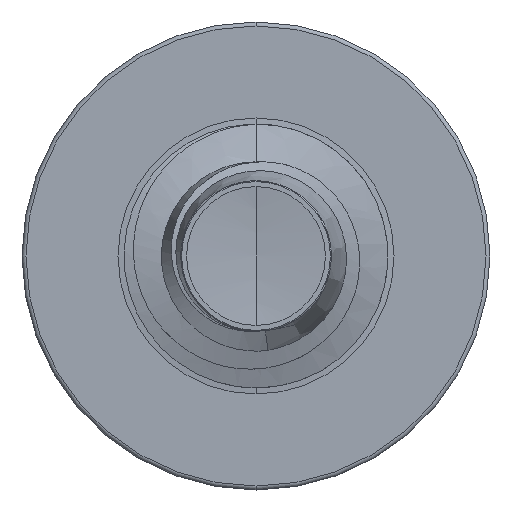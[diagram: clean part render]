
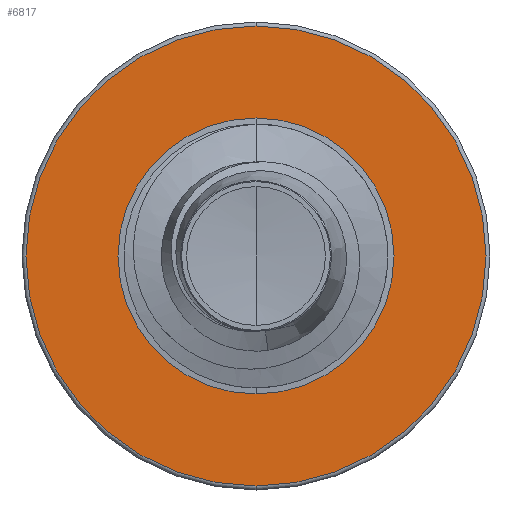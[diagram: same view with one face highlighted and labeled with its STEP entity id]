
A CAD part, front view. The second image highlights one B-rep face of the part: STEP entity #6817.
In plain terms, the highlighted planar face has unit normal (0, -1, 0).
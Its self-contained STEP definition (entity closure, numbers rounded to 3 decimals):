
#180 = ORIENTED_EDGE ( 'NONE', *, *, #3865, .T. ) ;
#599 = VERTEX_POINT ( 'NONE', #6294 ) ;
#764 = AXIS2_PLACEMENT_3D ( 'NONE', #1513, #1497, #1466 ) ;
#1102 = AXIS2_PLACEMENT_3D ( 'NONE', #2399, #2360, #2343 ) ;
#1106 = EDGE_CURVE ( 'NONE', #599, #7490, #7406, .T. ) ;
#1466 = DIRECTION ( 'NONE',  ( 0., 0., 1. ) ) ;
#1469 = DIRECTION ( 'NONE',  ( 0., 0., 1. ) ) ;
#1497 = DIRECTION ( 'NONE',  ( 0., 1., 0. ) ) ;
#1513 = CARTESIAN_POINT ( 'NONE',  ( 0., 2.25, 0. ) ) ;
#2140 = DIRECTION ( 'NONE',  ( 0., 0., 1. ) ) ;
#2180 = DIRECTION ( 'NONE',  ( 0., 1., 0. ) ) ;
#2184 = CARTESIAN_POINT ( 'NONE',  ( 0., 2.25, 0. ) ) ;
#2242 = DIRECTION ( 'NONE',  ( 0., 1., 0. ) ) ;
#2343 = DIRECTION ( 'NONE',  ( 0., 0., 1. ) ) ;
#2360 = DIRECTION ( 'NONE',  ( 0., 1., 0. ) ) ;
#2399 = CARTESIAN_POINT ( 'NONE',  ( 0., 2.25, 0. ) ) ;
#2605 = EDGE_LOOP ( 'NONE', ( #10630, #3704 ) ) ;
#2885 = CARTESIAN_POINT ( 'NONE',  ( 0., 2.25, 1.15 ) ) ;
#3005 = AXIS2_PLACEMENT_3D ( 'NONE', #5546, #4460, #4282 ) ;
#3455 = CARTESIAN_POINT ( 'NONE',  ( 0., 2.25, 0. ) ) ;
#3704 = ORIENTED_EDGE ( 'NONE', *, *, #1106, .F. ) ;
#3865 = EDGE_CURVE ( 'NONE', #7781, #5555, #5637, .T. ) ;
#4282 = DIRECTION ( 'NONE',  ( 0., 0., 1. ) ) ;
#4460 = DIRECTION ( 'NONE',  ( 0., 1., 0. ) ) ;
#4595 = PLANE ( 'NONE',  #3005 ) ;
#4982 = CARTESIAN_POINT ( 'NONE',  ( 0., 2.25, -1.15 ) ) ;
#5014 = AXIS2_PLACEMENT_3D ( 'NONE', #2184, #2180, #2140 ) ;
#5546 = CARTESIAN_POINT ( 'NONE',  ( 0., 2.25, -1.15 ) ) ;
#5555 = VERTEX_POINT ( 'NONE', #2885 ) ;
#5590 = EDGE_CURVE ( 'NONE', #7490, #599, #10722, .T. ) ;
#5637 = CIRCLE ( 'NONE', #5014, 1.15 ) ;
#6157 = FACE_BOUND ( 'NONE', #7698, .T. ) ;
#6294 = CARTESIAN_POINT ( 'NONE',  ( 0., 2.25, -1.917 ) ) ;
#6535 = ORIENTED_EDGE ( 'NONE', *, *, #8277, .T. ) ;
#6817 = ADVANCED_FACE ( 'NONE', ( #9465, #6157 ), #4595, .F. ) ;
#7098 = CARTESIAN_POINT ( 'NONE',  ( 0., 2.25, 1.917 ) ) ;
#7262 = AXIS2_PLACEMENT_3D ( 'NONE', #3455, #2242, #1469 ) ;
#7406 = CIRCLE ( 'NONE', #7262, 1.917 ) ;
#7490 = VERTEX_POINT ( 'NONE', #7098 ) ;
#7694 = CIRCLE ( 'NONE', #764, 1.15 ) ;
#7698 = EDGE_LOOP ( 'NONE', ( #6535, #180 ) ) ;
#7781 = VERTEX_POINT ( 'NONE', #4982 ) ;
#8277 = EDGE_CURVE ( 'NONE', #5555, #7781, #7694, .T. ) ;
#9465 = FACE_OUTER_BOUND ( 'NONE', #2605, .T. ) ;
#10630 = ORIENTED_EDGE ( 'NONE', *, *, #5590, .F. ) ;
#10722 = CIRCLE ( 'NONE', #1102, 1.917 ) ;
